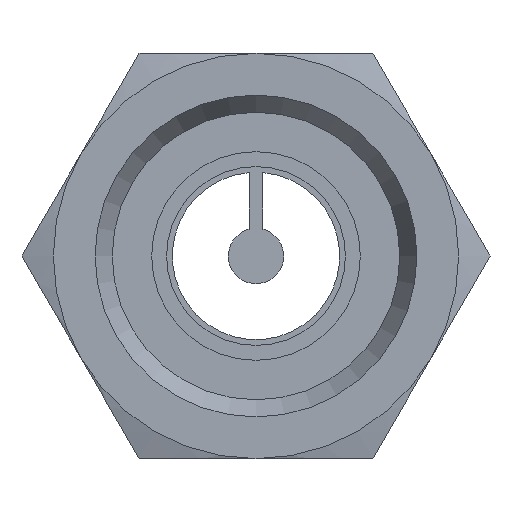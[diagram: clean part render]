
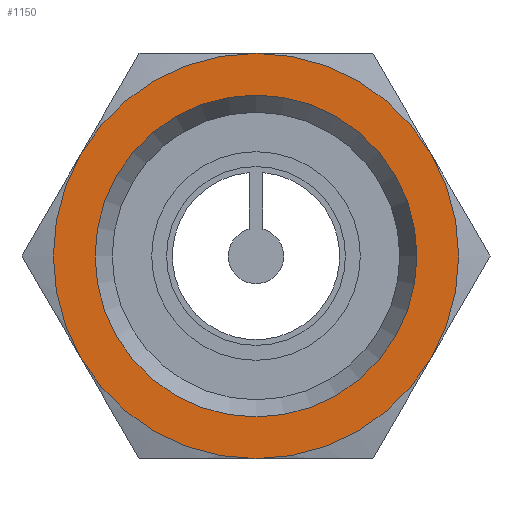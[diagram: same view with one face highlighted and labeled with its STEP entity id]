
A CAD part, left-side view. The second image highlights one B-rep face of the part: STEP entity #1150.
In plain terms, the highlighted planar face has unit normal (-1, 0, 0).
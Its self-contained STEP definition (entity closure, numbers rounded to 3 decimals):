
#196=FACE_OUTER_BOUND($,#370,.T.);
#263=FACE_BOUND($,#371,.T.);
#370=EDGE_LOOP($,(#938,#939,#940,#941,#942,#943));
#371=EDGE_LOOP($,(#944));
#462=CIRCLE($,#1305,13.502);
#464=CIRCLE($,#1309,17.);
#465=CIRCLE($,#1310,17.);
#466=CIRCLE($,#1311,17.);
#467=CIRCLE($,#1312,17.);
#468=CIRCLE($,#1313,17.);
#469=CIRCLE($,#1314,17.);
#589=VERTEX_POINT($,#1983);
#591=VERTEX_POINT($,#1989);
#592=VERTEX_POINT($,#1990);
#593=VERTEX_POINT($,#1992);
#594=VERTEX_POINT($,#1994);
#595=VERTEX_POINT($,#1996);
#596=VERTEX_POINT($,#1998);
#710=EDGE_CURVE($,#589,#589,#462,.T.);
#712=EDGE_CURVE($,#591,#592,#464,.T.);
#713=EDGE_CURVE($,#593,#591,#465,.T.);
#714=EDGE_CURVE($,#594,#593,#466,.T.);
#715=EDGE_CURVE($,#595,#594,#467,.T.);
#716=EDGE_CURVE($,#596,#595,#468,.T.);
#717=EDGE_CURVE($,#592,#596,#469,.T.);
#938=ORIENTED_EDGE($,*,*,#712,.F.);
#939=ORIENTED_EDGE($,*,*,#713,.F.);
#940=ORIENTED_EDGE($,*,*,#714,.F.);
#941=ORIENTED_EDGE($,*,*,#715,.F.);
#942=ORIENTED_EDGE($,*,*,#716,.F.);
#943=ORIENTED_EDGE($,*,*,#717,.F.);
#944=ORIENTED_EDGE($,*,*,#710,.F.);
#1048=PLANE($,#1308);
#1150=ADVANCED_FACE($,(#196,#263),#1048,.T.);
#1305=AXIS2_PLACEMENT_3D($,#1984,#1608,#1609);
#1308=AXIS2_PLACEMENT_3D($,#1988,#1614,#1615);
#1309=AXIS2_PLACEMENT_3D($,#1991,#1616,#1617);
#1310=AXIS2_PLACEMENT_3D($,#1993,#1618,#1619);
#1311=AXIS2_PLACEMENT_3D($,#1995,#1620,#1621);
#1312=AXIS2_PLACEMENT_3D($,#1997,#1622,#1623);
#1313=AXIS2_PLACEMENT_3D($,#1999,#1624,#1625);
#1314=AXIS2_PLACEMENT_3D($,#2000,#1626,#1627);
#1608=DIRECTION('center_axis',(-1.,0.,0.));
#1609=DIRECTION('ref_axis',(0.,1.,0.));
#1614=DIRECTION('center_axis',(-1.,0.,0.));
#1615=DIRECTION('ref_axis',(0.,0.,1.));
#1616=DIRECTION('center_axis',(1.,0.,0.));
#1617=DIRECTION('ref_axis',(0.,1.,0.));
#1618=DIRECTION('center_axis',(1.,0.,0.));
#1619=DIRECTION('ref_axis',(0.,1.,0.));
#1620=DIRECTION('center_axis',(1.,0.,0.));
#1621=DIRECTION('ref_axis',(0.,1.,0.));
#1622=DIRECTION('center_axis',(1.,0.,0.));
#1623=DIRECTION('ref_axis',(0.,1.,0.));
#1624=DIRECTION('center_axis',(1.,0.,0.));
#1625=DIRECTION('ref_axis',(0.,1.,0.));
#1626=DIRECTION('center_axis',(1.,0.,0.));
#1627=DIRECTION('ref_axis',(0.,1.,0.));
#1983=CARTESIAN_POINT('',(0.,-13.502,0.));
#1984=CARTESIAN_POINT('Origin',(0.,0.,0.));
#1988=CARTESIAN_POINT('Origin',(0.,8.5,0.));
#1989=CARTESIAN_POINT('',(0.,14.722,8.5));
#1990=CARTESIAN_POINT('',(0.,0.,17.));
#1991=CARTESIAN_POINT('Origin',(0.,0.,0.));
#1992=CARTESIAN_POINT('',(0.,14.722,-8.5));
#1993=CARTESIAN_POINT('Origin',(0.,0.,0.));
#1994=CARTESIAN_POINT('',(0.,0.,-17.));
#1995=CARTESIAN_POINT('Origin',(0.,0.,0.));
#1996=CARTESIAN_POINT('',(0.,-14.722,-8.5));
#1997=CARTESIAN_POINT('Origin',(0.,0.,0.));
#1998=CARTESIAN_POINT('',(0.,-14.722,8.5));
#1999=CARTESIAN_POINT('Origin',(0.,0.,0.));
#2000=CARTESIAN_POINT('Origin',(0.,0.,0.));
